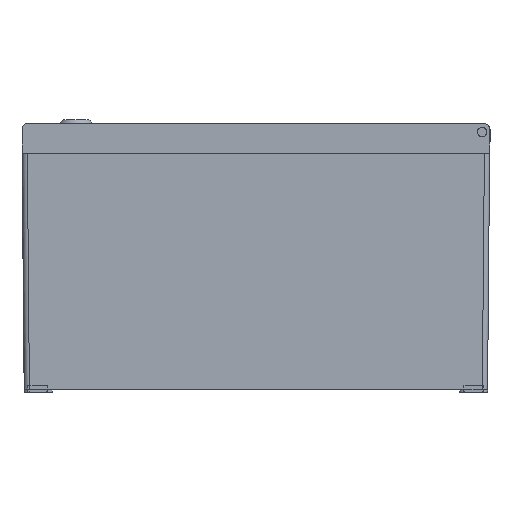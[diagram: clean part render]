
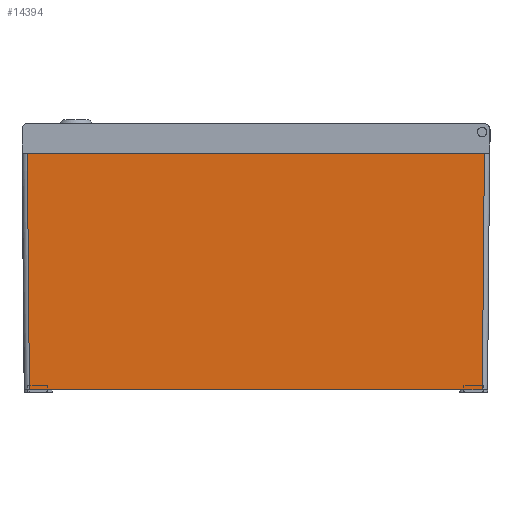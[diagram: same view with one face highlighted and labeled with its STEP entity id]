
A CAD part, front view. The second image highlights one B-rep face of the part: STEP entity #14394.
In plain terms, the highlighted face is planar.
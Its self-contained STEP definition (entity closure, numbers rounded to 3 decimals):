
#13044 = VECTOR ( 'NONE', #39051, 1000. ) ;
#13061 = LINE ( 'NONE', #39050, #13044 ) ;
#14394 = ADVANCED_FACE ( 'NONE', ( #55545 ), #22323, .T. ) ;
#17285 = EDGE_LOOP ( 'NONE', ( #47992, #47991, #47990, #47989, #47988, #47987 ) ) ;
#22321 = CARTESIAN_POINT ( 'NONE',  ( -202.5, -287.5, -250. ) ) ;
#22323 = PLANE ( 'NONE',  #54068 ) ;
#22324 = DIRECTION ( 'NONE',  ( 0.009, -1., 0. ) ) ;
#22326 = DIRECTION ( 'NONE',  ( 1., 0.009, 0. ) ) ;
#27224 = LINE ( 'NONE', #31775, #27226 ) ;
#27226 = VECTOR ( 'NONE', #31776, 1000. ) ;
#27265 = LINE ( 'NONE', #31796, #27267 ) ;
#27267 = VECTOR ( 'NONE', #31797, 1000. ) ;
#27271 = VECTOR ( 'NONE', #31807, 1000. ) ;
#27276 = LINE ( 'NONE', #31802, #27271 ) ;
#27280 = LINE ( 'NONE', #31808, #27284 ) ;
#27284 = VECTOR ( 'NONE', #31809, 1000. ) ;
#27287 = LINE ( 'NONE', #31810, #27289 ) ;
#27289 = VECTOR ( 'NONE', #31811, 1000. ) ;
#31775 = CARTESIAN_POINT ( 'NONE',  ( -0.039, -285.733, -193.668 ) ) ;
#31776 = DIRECTION ( 'NONE',  ( 1., 0.009, 0.009 ) ) ;
#31796 = CARTESIAN_POINT ( 'NONE',  ( 0., -285.733, -541.102 ) ) ;
#31797 = DIRECTION ( 'NONE',  ( 0., 0., 1. ) ) ;
#31802 = CARTESIAN_POINT ( 'NONE',  ( -202.5, -287.5, -250. ) ) ;
#31807 = DIRECTION ( 'NONE',  ( 0., 0., 1. ) ) ;
#31808 = CARTESIAN_POINT ( 'NONE',  ( -202.539, -287.5, 195.435 ) ) ;
#31809 = DIRECTION ( 'NONE',  ( -1., -0.009, 0.009 ) ) ;
#31810 = CARTESIAN_POINT ( 'NONE',  ( 0., -285.733, -250. ) ) ;
#31811 = DIRECTION ( 'NONE',  ( 0., 0., 1. ) ) ;
#34762 = EDGE_CURVE ( 'NONE', #65935, #65998, #27224, .T. ) ;
#34779 = EDGE_CURVE ( 'NONE', #65419, #65933, #27265, .T. ) ;
#34784 = EDGE_CURVE ( 'NONE', #65935, #65934, #27276, .T. ) ;
#34786 = EDGE_CURVE ( 'NONE', #65933, #65934, #27280, .T. ) ;
#34788 = EDGE_CURVE ( 'NONE', #65998, #65420, #27287, .T. ) ;
#39050 = CARTESIAN_POINT ( 'NONE',  ( 0., -285.733, -250. ) ) ;
#39051 = DIRECTION ( 'NONE',  ( 0., 0., 1. ) ) ;
#47987 = ORIENTED_EDGE ( 'NONE', *, *, #34779, .T. ) ;
#47988 = ORIENTED_EDGE ( 'NONE', *, *, #67761, .T. ) ;
#47989 = ORIENTED_EDGE ( 'NONE', *, *, #34788, .T. ) ;
#47990 = ORIENTED_EDGE ( 'NONE', *, *, #34762, .T. ) ;
#47991 = ORIENTED_EDGE ( 'NONE', *, *, #34784, .F. ) ;
#47992 = ORIENTED_EDGE ( 'NONE', *, *, #34786, .T. ) ;
#54068 = AXIS2_PLACEMENT_3D ( 'NONE', #22321, #22324, #22326 ) ;
#54662 = CARTESIAN_POINT ( 'NONE',  ( 0., -285.733, 193.668 ) ) ;
#54663 = CARTESIAN_POINT ( 'NONE',  ( -202.5, -287.5, 195.435 ) ) ;
#54664 = CARTESIAN_POINT ( 'NONE',  ( -202.5, -287.5, -195.435 ) ) ;
#54727 = CARTESIAN_POINT ( 'NONE',  ( 0., -285.733, -193.668 ) ) ;
#55545 = FACE_OUTER_BOUND ( 'NONE', #17285, .T. ) ;
#65419 = VERTEX_POINT ( 'NONE', #69347 ) ;
#65420 = VERTEX_POINT ( 'NONE', #69348 ) ;
#65933 = VERTEX_POINT ( 'NONE', #54662 ) ;
#65934 = VERTEX_POINT ( 'NONE', #54663 ) ;
#65935 = VERTEX_POINT ( 'NONE', #54664 ) ;
#65998 = VERTEX_POINT ( 'NONE', #54727 ) ;
#67761 = EDGE_CURVE ( 'NONE', #65420, #65419, #13061, .T. ) ;
#69347 = CARTESIAN_POINT ( 'NONE',  ( 0., -285.733, 178.668 ) ) ;
#69348 = CARTESIAN_POINT ( 'NONE',  ( 0., -285.733, -178.668 ) ) ;
